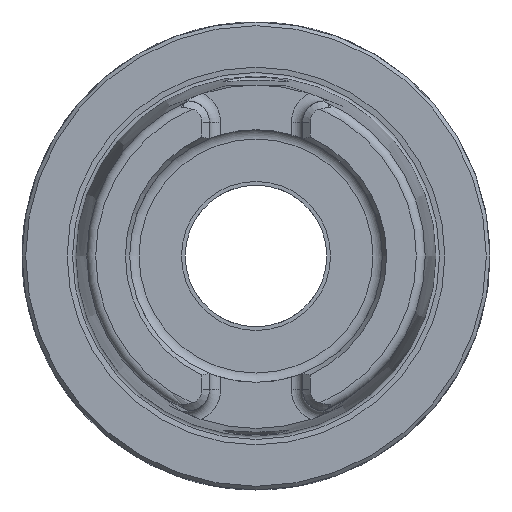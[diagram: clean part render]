
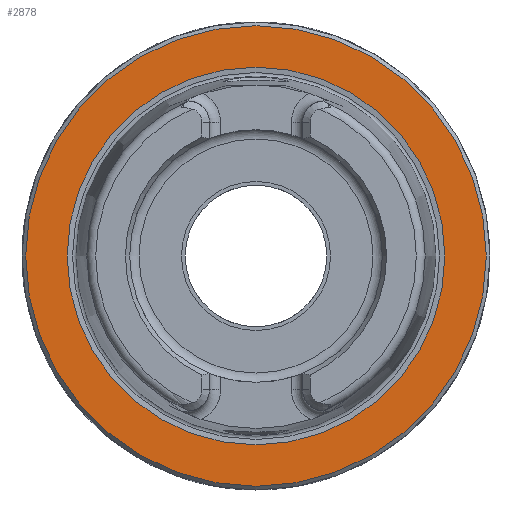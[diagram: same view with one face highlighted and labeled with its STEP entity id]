
A CAD part, left-side view. The second image highlights one B-rep face of the part: STEP entity #2878.
In plain terms, the highlighted planar face has unit normal (-1, 0, 0).
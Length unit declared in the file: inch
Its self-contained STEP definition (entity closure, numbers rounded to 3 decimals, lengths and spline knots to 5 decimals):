
#2844=CARTESIAN_POINT('',(0.0,1.22047,0.));
#2845=VERTEX_POINT('',#2844);
#2846=CARTESIAN_POINT('',(0.0,0.0,0.0));
#2847=DIRECTION('',(1.0,0.0,0.0));
#2848=DIRECTION('',(0.0,-1.0,0.0));
#2849=AXIS2_PLACEMENT_3D('',#2846,#2847,#2848);
#2850=CIRCLE('',#2849,1.22047);
#2851=EDGE_CURVE('',#2845,#2845,#2850,.T.);
#2859=CARTESIAN_POINT('',(0.0,0.62008,0.0));
#2860=DIRECTION('',(-1.0,0.0,0.0));
#2861=DIRECTION('',(0.0,0.0,1.0));
#2862=AXIS2_PLACEMENT_3D('',#2859,#2860,#2861);
#2863=PLANE('',#2862);
#2864=ORIENTED_EDGE('',*,*,#2851,.F.);
#2865=EDGE_LOOP('',(#2864));
#2866=FACE_OUTER_BOUND('',#2865,.T.);
#2867=CARTESIAN_POINT('',(0.0,1.0008,0.0));
#2868=VERTEX_POINT('',#2867);
#2869=CARTESIAN_POINT('',(0.0,0.0,0.0));
#2870=DIRECTION('',(1.0,0.0,0.0));
#2871=DIRECTION('',(0.0,1.0,0.0));
#2872=AXIS2_PLACEMENT_3D('',#2869,#2870,#2871);
#2873=CIRCLE('',#2872,1.0008);
#2874=EDGE_CURVE('',#2868,#2868,#2873,.T.);
#2875=ORIENTED_EDGE('',*,*,#2874,.T.);
#2876=EDGE_LOOP('',(#2875));
#2877=FACE_BOUND('',#2876,.T.);
#2878=ADVANCED_FACE('',(#2866,#2877),#2863,.T.);
